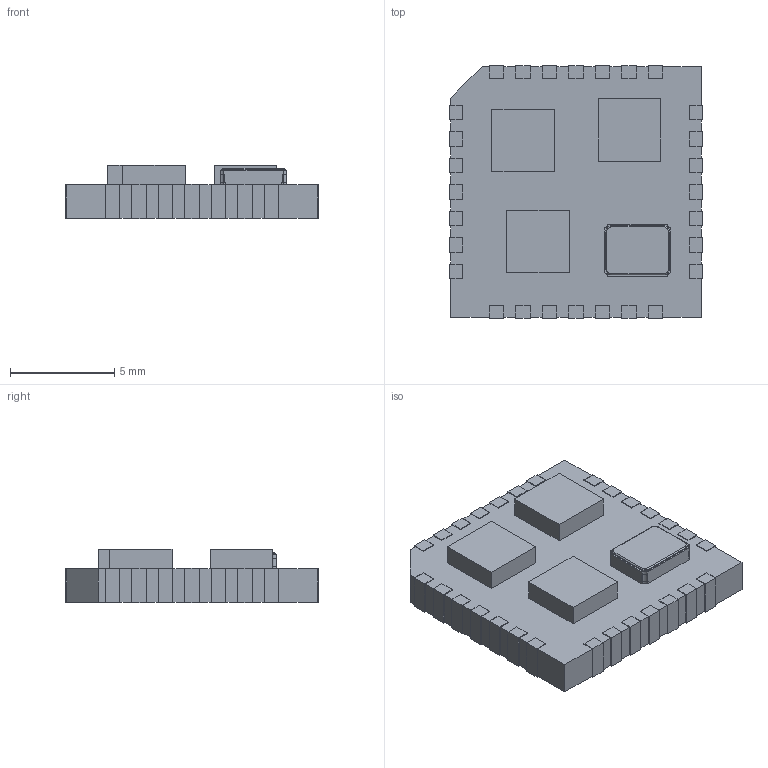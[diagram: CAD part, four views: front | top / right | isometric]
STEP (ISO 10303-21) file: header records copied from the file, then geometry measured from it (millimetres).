
FILE_DESCRIPTION(/* description */ (''),/* implementation_level */ '2;1');
FILE_NAME(/* name */ 'mti-1.step',/* time_stamp */ '2015-07-23T15:58:47+02:00',/* author */ ('Emil'),/* organization */ (''),/* preprocessor_version */ 'ST-DEVELOPER v16.1',/* originating_system */ 'Autodesk Inventor 2016',/* authorisation */ '');
FILE_SCHEMA (('AUTOMOTIVE_DESIGN { 1 0 10303 214 3 1 1 }'));
Length unit declared in the file: millimetre
Products named in the file (5): base; body; legs; crystal; MTi-1
Assembly tree (4 placements, depth 3):
  MTi-1
    base
    crystal
      body
      legs
Bounding box: 12.1 x 12.1 x 2.58 mm (x, y, z)
Volume: 262.9 mm3; surface area: 439.4 mm2
Topology: 6 solids, 6 shells, 361 faces, 1027 edges, 682 vertices
Faces by surface type: plane 337, cylinder 20, cone 4
Entity records: 11726 total; most frequent: CARTESIAN_POINT 2079, ORIENTED_EDGE 2054, DIRECTION 1811, EDGE_CURVE 1027, LINE 983, VECTOR 983, VERTEX_POINT 682, AXIS2_PLACEMENT_3D 414
